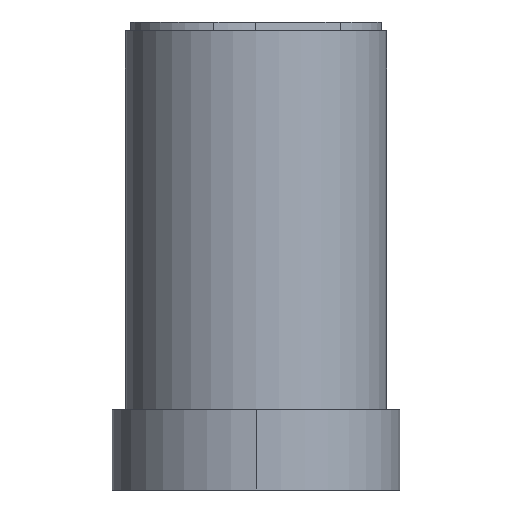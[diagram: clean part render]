
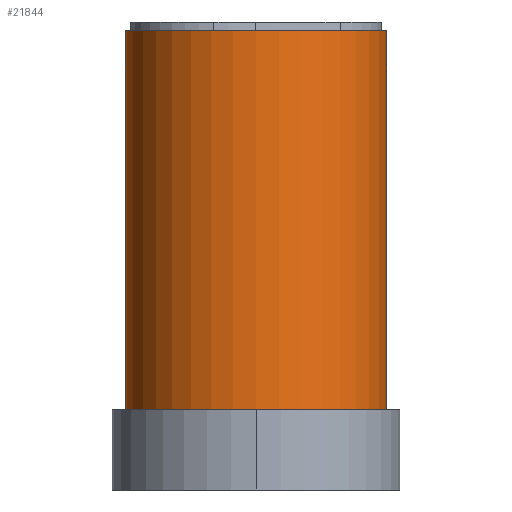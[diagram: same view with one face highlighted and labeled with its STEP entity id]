
A CAD part, left-side view. The second image highlights one B-rep face of the part: STEP entity #21844.
In plain terms, the highlighted cylindrical face has radius 3.721 mm (diameter 7.442 mm), a partial arc.
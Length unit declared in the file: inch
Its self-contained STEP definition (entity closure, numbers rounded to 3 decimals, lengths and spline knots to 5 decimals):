
#15086 = FACE_OUTER_BOUND ( 'NONE', #23777, .T. ) ;
#15119 = CYLINDRICAL_SURFACE ( 'NONE', #45874, 0.1465 ) ;
#21844 = ADVANCED_FACE ( 'NONE', ( #15086 ), #15119, .T. ) ;
#22378 = EDGE_CURVE ( 'NONE', #37732, #38795, #62581, .T. ) ;
#22414 = EDGE_CURVE ( 'NONE', #38795, #38777, #62598, .T. ) ;
#22415 = EDGE_CURVE ( 'NONE', #38777, #38414, #62630, .T. ) ;
#22416 = EDGE_CURVE ( 'NONE', #37732, #38414, #62631, .T. ) ;
#23777 = EDGE_LOOP ( 'NONE', ( #35858, #35859, #35860, #35861 ) ) ;
#35858 = ORIENTED_EDGE ( 'NONE', *, *, #22378, .T. ) ;
#35859 = ORIENTED_EDGE ( 'NONE', *, *, #22414, .T. ) ;
#35860 = ORIENTED_EDGE ( 'NONE', *, *, #22415, .T. ) ;
#35861 = ORIENTED_EDGE ( 'NONE', *, *, #22416, .F. ) ;
#37732 = VERTEX_POINT ( 'NONE', #54420 ) ;
#38414 = VERTEX_POINT ( 'NONE', #51366 ) ;
#38777 = VERTEX_POINT ( 'NONE', #51559 ) ;
#38795 = VERTEX_POINT ( 'NONE', #51570 ) ;
#45874 = AXIS2_PLACEMENT_3D ( 'NONE', #52498, #52496, #52494 ) ;
#46290 = AXIS2_PLACEMENT_3D ( 'NONE', #61455, #61456, #61457 ) ;
#46293 = AXIS2_PLACEMENT_3D ( 'NONE', #61458, #61459, #61460 ) ;
#51366 = CARTESIAN_POINT ( 'NONE',  ( -0.5385, -0.1465, 0.5 ) ) ;
#51559 = CARTESIAN_POINT ( 'NONE',  ( -0.5385, -0.1465, 0.075 ) ) ;
#51570 = CARTESIAN_POINT ( 'NONE',  ( -0.5385, 0.1465, 0.075 ) ) ;
#52494 = DIRECTION ( 'NONE',  ( 1., 0., 0. ) ) ;
#52496 = DIRECTION ( 'NONE',  ( 0., 0., 1. ) ) ;
#52498 = CARTESIAN_POINT ( 'NONE',  ( -0.5385, 0., -1.4663 ) ) ;
#54420 = CARTESIAN_POINT ( 'NONE',  ( -0.5385, 0.1465, 0.5 ) ) ;
#61390 = CARTESIAN_POINT ( 'NONE',  ( -0.5385, 0.1465, -1.4663 ) ) ;
#61393 = DIRECTION ( 'NONE',  ( 0., 0., -1. ) ) ;
#61448 = DIRECTION ( 'NONE',  ( 0., 0., 1. ) ) ;
#61452 = CARTESIAN_POINT ( 'NONE',  ( -0.5385, -0.1465, -1.4663 ) ) ;
#61455 = CARTESIAN_POINT ( 'NONE',  ( -0.5385, 0., 0.075 ) ) ;
#61456 = DIRECTION ( 'NONE',  ( 0., 0., 1. ) ) ;
#61457 = DIRECTION ( 'NONE',  ( 1., 0., 0. ) ) ;
#61458 = CARTESIAN_POINT ( 'NONE',  ( -0.5385, 0., 0.5 ) ) ;
#61459 = DIRECTION ( 'NONE',  ( 0., 0., 1. ) ) ;
#61460 = DIRECTION ( 'NONE',  ( 1., 0., 0. ) ) ;
#62581 = LINE ( 'NONE', #61390, #62584 ) ;
#62584 = VECTOR ( 'NONE', #61393, 39.37008 ) ;
#62598 = CIRCLE ( 'NONE', #46290, 0.1465 ) ;
#62630 = LINE ( 'NONE', #61452, #62632 ) ;
#62631 = CIRCLE ( 'NONE', #46293, 0.1465 ) ;
#62632 = VECTOR ( 'NONE', #61448, 39.37008 ) ;
